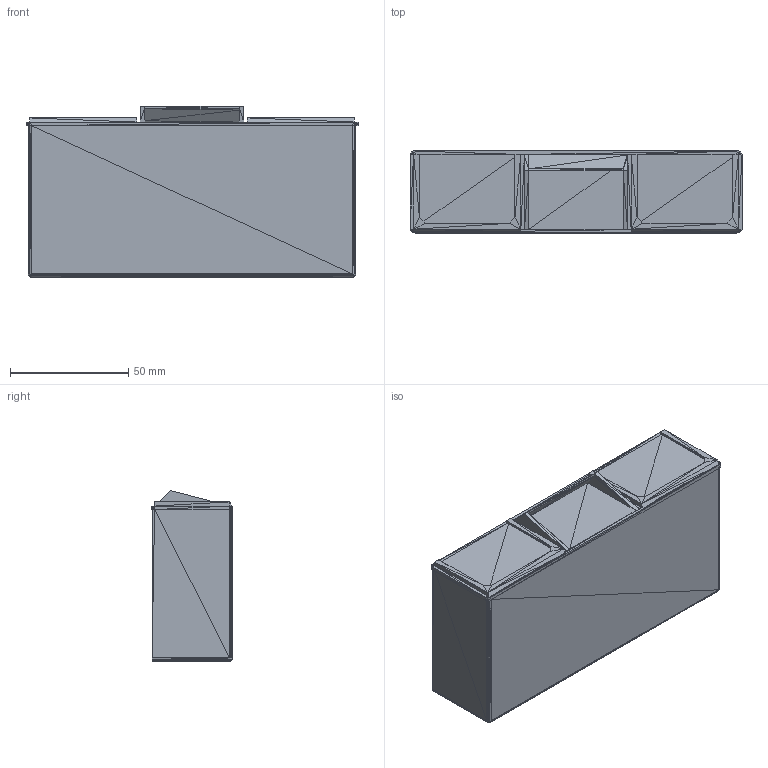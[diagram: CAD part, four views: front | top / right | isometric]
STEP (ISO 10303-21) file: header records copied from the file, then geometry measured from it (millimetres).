
FILE_DESCRIPTION(('FreeCAD Model'),'2;1');
FILE_NAME('BoxMiddleMiddleDblWideDblTallDrwrSngl.step','2019-09-18T11:33:27',('Author'),(''), 'Open CASCADE STEP processor 7.2','FreeCAD','Unknown');
FILE_SCHEMA(('AUTOMOTIVE_DESIGN { 1 0 10303 214 1 1 1 1 }'));
Length unit declared in the file: millimetre
Products named in the file (1): BoxMiddleMiddleDblWideDblTallDrwrSngl001_(Solid)
Bounding box: 140.62 x 34.66 x 72.44 mm (x, y, z)
Volume: 34187.5 mm3; surface area: 47627 mm2
Topology: 1 solids, 1 shells, 684 faces, 1027 edges, 344 vertices
Faces by surface type: plane 684
Entity records: 25754 total; most frequent: CARTESIAN_POINT 5137, DIRECTION 3438, LINE 2068, VECTOR 2068, ORIENTED_EDGE 2058, PCURVE 2058, DEFINITIONAL_REPRESENTATION 2058, EDGE_CURVE 1029
